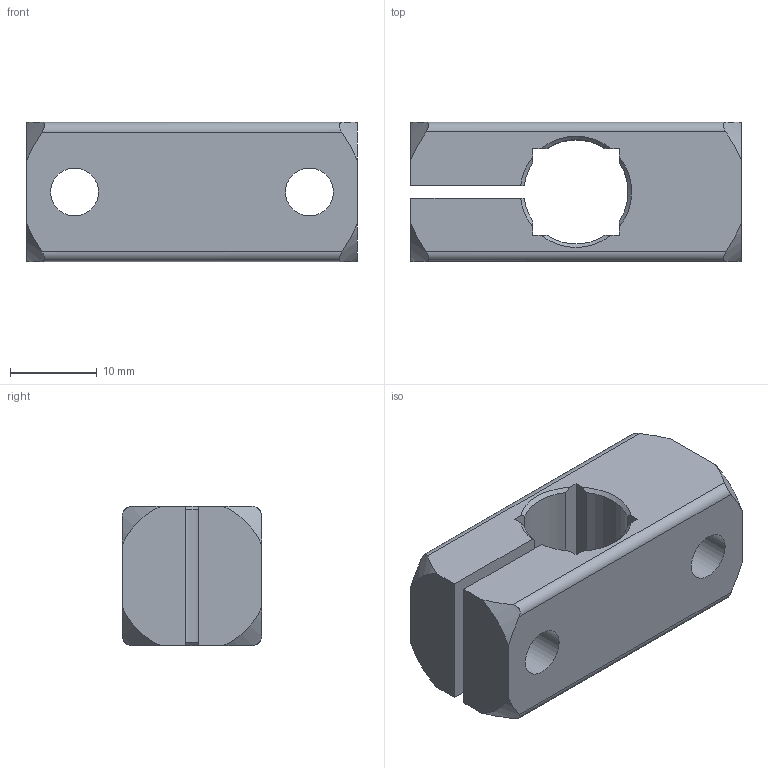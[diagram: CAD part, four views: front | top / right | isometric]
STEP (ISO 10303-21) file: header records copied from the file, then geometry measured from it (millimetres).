
FILE_DESCRIPTION(/* description */ ('STEP AP214'),/* implementation_level */ '2;1');
FILE_NAME(/* name */ 'ipf_z3d_AY000163.stp',/* time_stamp */ '2021-06-21T14:19:23+02:00',/* author */ ('g.aydin'),/* organization */ ('CADENAS'),/* preprocessor_version */ 'ST-DEVELOPER v18.1',/* originating_system */ 'Autodesk Inventor 2021',/* authorisation */ ' ');
FILE_SCHEMA (('AUTOMOTIVE_DESIGN { 1 0 10303 214 3 1 1 }'));
Length unit declared in the file: millimetre
Products named in the file (1): ipf_z3d_AY000163
Bounding box: 38 x 16 x 16 mm (x, y, z)
Volume: 6279 mm3; surface area: 4074.6 mm2
Topology: 1 solids, 1 shells, 51 faces, 150 edges, 103 vertices
Faces by surface type: plane 19, cone 18, cylinder 14
Full cylindrical faces by diameter (mm): 5.5 x3, 9 x2
Entity records: 1836 total; most frequent: CARTESIAN_POINT 485, ORIENTED_EDGE 300, DIRECTION 257, EDGE_CURVE 150, VERTEX_POINT 103, AXIS2_PLACEMENT_3D 99, EDGE_LOOP 59, LINE 59
